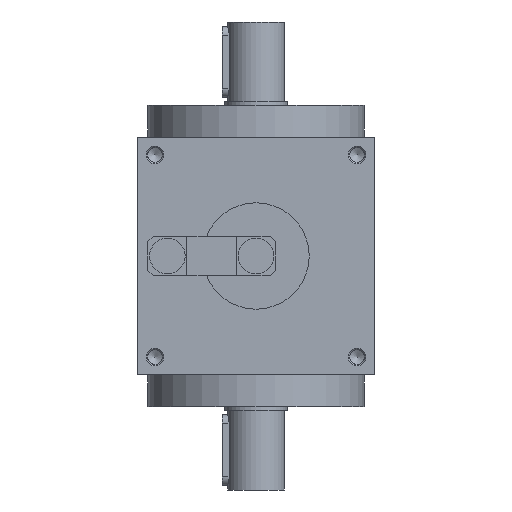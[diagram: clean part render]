
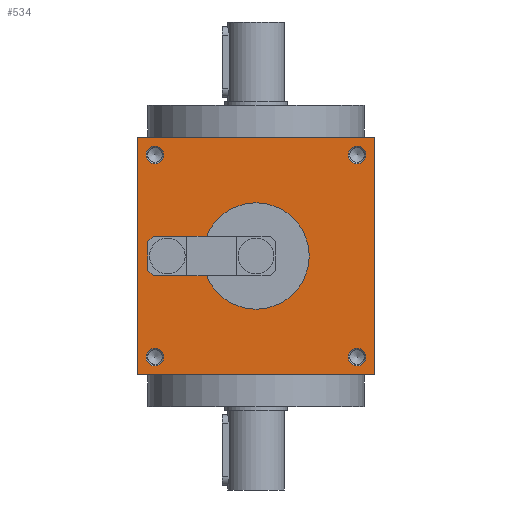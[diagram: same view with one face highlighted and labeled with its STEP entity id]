
A CAD part, left-side view. The second image highlights one B-rep face of the part: STEP entity #534.
In plain terms, the highlighted face is planar.
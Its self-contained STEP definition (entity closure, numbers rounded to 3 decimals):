
#534 = ADVANCED_FACE( '', ( #1216, #1217, #1218, #1219, #1220 ), #1221, .F. );
#1216 = FACE_BOUND( '', #2188, .T. );
#1217 = FACE_BOUND( '', #2189, .T. );
#1218 = FACE_BOUND( '', #2190, .T. );
#1219 = FACE_BOUND( '', #2191, .T. );
#1220 = FACE_OUTER_BOUND( '', #2192, .T. );
#1221 = PLANE( '', #2193 );
#2188 = EDGE_LOOP( '', ( #3361 ) );
#2189 = EDGE_LOOP( '', ( #3362 ) );
#2190 = EDGE_LOOP( '', ( #3363 ) );
#2191 = EDGE_LOOP( '', ( #3364 ) );
#2192 = EDGE_LOOP( '', ( #3365, #3366, #3367, #3368 ) );
#2193 = AXIS2_PLACEMENT_3D( '', #3369, #3370, #3371 );
#3361 = ORIENTED_EDGE( '', *, *, #5177, .F. );
#3362 = ORIENTED_EDGE( '', *, *, #5178, .T. );
#3363 = ORIENTED_EDGE( '', *, *, #5027, .F. );
#3364 = ORIENTED_EDGE( '', *, *, #5179, .T. );
#3365 = ORIENTED_EDGE( '', *, *, #5180, .F. );
#3366 = ORIENTED_EDGE( '', *, *, #5181, .F. );
#3367 = ORIENTED_EDGE( '', *, *, #5065, .F. );
#3368 = ORIENTED_EDGE( '', *, *, #5182, .F. );
#3369 = CARTESIAN_POINT( '', ( 0., 0., -67. ) );
#3370 = DIRECTION( '', ( 0., 0., 1. ) );
#3371 = DIRECTION( '', ( 1., 0., 0. ) );
#5027 = EDGE_CURVE( '', #5846, #5846, #5847, .T. );
#5065 = EDGE_CURVE( '', #5910, #5911, #5912, .T. );
#5177 = EDGE_CURVE( '', #6087, #6087, #6088, .T. );
#5178 = EDGE_CURVE( '', #6089, #6089, #6090, .T. );
#5179 = EDGE_CURVE( '', #6091, #6091, #6092, .T. );
#5180 = EDGE_CURVE( '', #6093, #6094, #6095, .T. );
#5181 = EDGE_CURVE( '', #5911, #6093, #6096, .T. );
#5182 = EDGE_CURVE( '', #6094, #5910, #6097, .T. );
#5846 = VERTEX_POINT( '', #7047 );
#5847 = CIRCLE( '', #7048, 5. );
#5910 = VERTEX_POINT( '', #7119 );
#5911 = VERTEX_POINT( '', #7120 );
#5912 = LINE( '', #7121, #7122 );
#6087 = VERTEX_POINT( '', #7336 );
#6088 = CIRCLE( '', #7337, 5. );
#6089 = VERTEX_POINT( '', #7338 );
#6090 = CIRCLE( '', #7339, 5. );
#6091 = VERTEX_POINT( '', #7340 );
#6092 = CIRCLE( '', #7341, 5. );
#6093 = VERTEX_POINT( '', #7342 );
#6094 = VERTEX_POINT( '', #7343 );
#6095 = LINE( '', #7344, #7345 );
#6096 = LINE( '', #7346, #7347 );
#6097 = LINE( '', #7348, #7349 );
#7047 = CARTESIAN_POINT( '', ( -62., -57., -67. ) );
#7048 = AXIS2_PLACEMENT_3D( '', #8464, #8465, #8466 );
#7119 = CARTESIAN_POINT( '', ( 67., -67., -67. ) );
#7120 = CARTESIAN_POINT( '', ( 67., 67., -67. ) );
#7121 = CARTESIAN_POINT( '', ( 67., -67., -67. ) );
#7122 = VECTOR( '', #8532, 1000. );
#7336 = CARTESIAN_POINT( '', ( -62., 57., -67. ) );
#7337 = AXIS2_PLACEMENT_3D( '', #8686, #8687, #8688 );
#7338 = CARTESIAN_POINT( '', ( 62., 57., -67. ) );
#7339 = AXIS2_PLACEMENT_3D( '', #8689, #8690, #8691 );
#7340 = CARTESIAN_POINT( '', ( 62., -57., -67. ) );
#7341 = AXIS2_PLACEMENT_3D( '', #8692, #8693, #8694 );
#7342 = CARTESIAN_POINT( '', ( -67., 67., -67. ) );
#7343 = CARTESIAN_POINT( '', ( -67., -67., -67. ) );
#7344 = CARTESIAN_POINT( '', ( -67., 67., -67. ) );
#7345 = VECTOR( '', #8695, 1000. );
#7346 = CARTESIAN_POINT( '', ( 67., 67., -67. ) );
#7347 = VECTOR( '', #8696, 1000. );
#7348 = CARTESIAN_POINT( '', ( -67., -67., -67. ) );
#7349 = VECTOR( '', #8697, 1000. );
#8464 = CARTESIAN_POINT( '', ( -57., -57., -67. ) );
#8465 = DIRECTION( '', ( 0., 0., -1. ) );
#8466 = DIRECTION( '', ( -1., 0., 0. ) );
#8532 = DIRECTION( '', ( 0., 1., 0. ) );
#8686 = CARTESIAN_POINT( '', ( -57., 57., -67. ) );
#8687 = DIRECTION( '', ( 0., 0., -1. ) );
#8688 = DIRECTION( '', ( -1., 0., 0. ) );
#8689 = CARTESIAN_POINT( '', ( 57., 57., -67. ) );
#8690 = DIRECTION( '', ( 0., 0., 1. ) );
#8691 = DIRECTION( '', ( 1., 0., 0. ) );
#8692 = CARTESIAN_POINT( '', ( 57., -57., -67. ) );
#8693 = DIRECTION( '', ( 0., 0., 1. ) );
#8694 = DIRECTION( '', ( 1., 0., 0. ) );
#8695 = DIRECTION( '', ( 0., -1., 0. ) );
#8696 = DIRECTION( '', ( -1., 0., 0. ) );
#8697 = DIRECTION( '', ( 1., 0., 0. ) );
